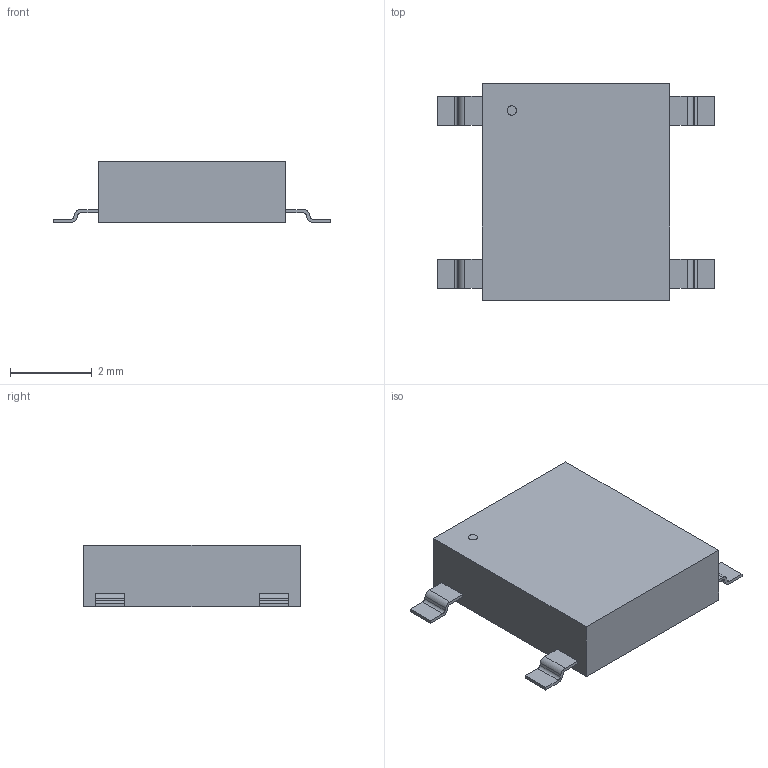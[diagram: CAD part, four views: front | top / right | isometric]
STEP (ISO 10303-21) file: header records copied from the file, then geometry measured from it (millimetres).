
FILE_DESCRIPTION(('FreeCAD Model'),'2;1');
FILE_NAME('Open CASCADE Shape Model','2021-12-04T16:52:01',( 'kicad StepUp'),('ksu MCAD'),'Open CASCADE STEP processor 7.5', 'FreeCAD','Unknown');
FILE_SCHEMA(('AUTOMOTIVE_DESIGN { 1 0 10303 214 1 1 1 1 }'));
Length unit declared in the file: millimetre
Products named in the file (1): Solid_sp
Bounding box: 6.81 x 5.31 x 1.5 mm (x, y, z)
Volume: 36.9 mm3; surface area: 86.3 mm2
Topology: 1 solids, 1 shells, 60 faces, 159 edges, 106 vertices
Faces by surface type: plane 43, cylinder 17
Full cylindrical faces by diameter (mm): 0.23 x1
Entity records: 4419 total; most frequent: CARTESIAN_POINT 747, DIRECTION 615, LINE 408, VECTOR 408, ORIENTED_EDGE 318, PCURVE 318, DEFINITIONAL_REPRESENTATION 318, EDGE_CURVE 159
